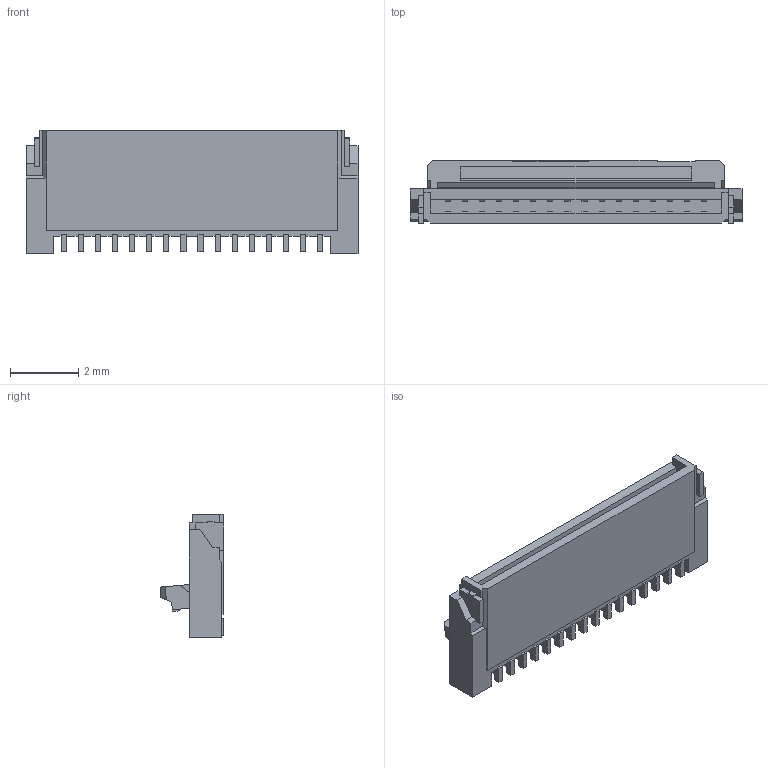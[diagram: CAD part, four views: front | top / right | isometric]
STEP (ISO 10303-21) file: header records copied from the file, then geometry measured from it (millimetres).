
FILE_DESCRIPTION((''),'2;1');
FILE_NAME('5034801600','2020-07-30T',('gga'),(''),'PRO/ENGINEER BY PARAMETRIC TECHNOLOGY CORPORATION, 2016010','PRO/ENGINEER BY PARAMETRIC TECHNOLOGY CORPORATION, 2016010','');
FILE_SCHEMA(('CONFIG_CONTROL_DESIGN'));
Length unit declared in the file: millimetre
Products named in the file (1): 5034801600
Bounding box: 9.7 x 1.87 x 3.6 mm (x, y, z)
Volume: 22.7 mm3; surface area: 167.9 mm2
Topology: 1 solids, 1 shells, 649 faces, 1862 edges, 1264 vertices
Faces by surface type: plane 592, cylinder 57
Entity records: 20895 total; most frequent: CARTESIAN_POINT 3704, ORIENTED_EDGE 3580, DIRECTION 3280, EDGE_CURVE 1790, VECTOR 1744, LINE 1744, VERTEX_POINT 1192, AXIS2_PLACEMENT_3D 768
